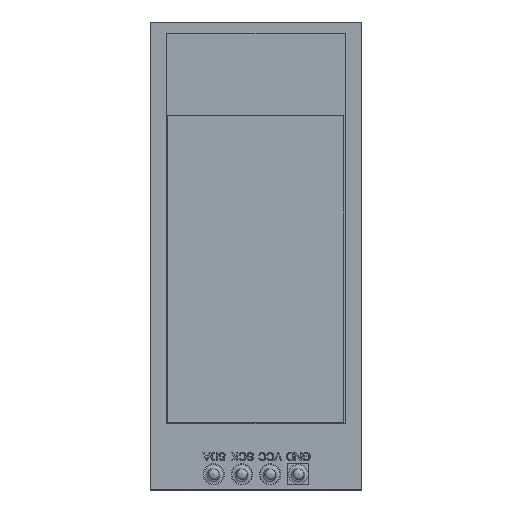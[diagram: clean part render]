
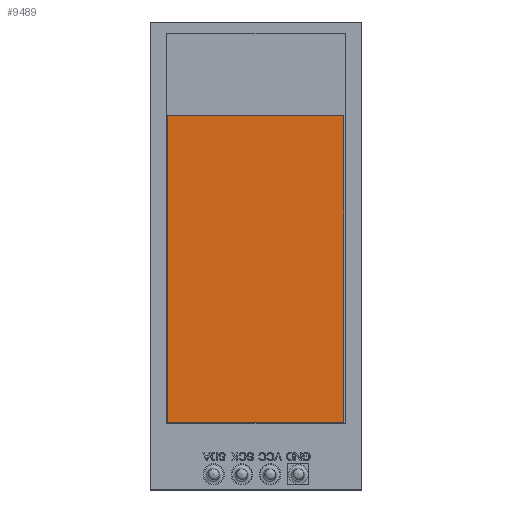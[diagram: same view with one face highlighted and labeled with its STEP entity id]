
A CAD part, top view. The second image highlights one B-rep face of the part: STEP entity #9489.
In plain terms, the highlighted planar face has unit normal (0, 0, 1).
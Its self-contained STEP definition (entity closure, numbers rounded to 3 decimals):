
#1016=FACE_OUTER_BOUND('',#1597,.T.);
#1597=EDGE_LOOP('',(#7285,#7286,#7287,#7288));
#2468=LINE('',#13252,#3431);
#2470=LINE('',#13256,#3433);
#2473=LINE('',#13262,#3436);
#2474=LINE('',#13263,#3437);
#3431=VECTOR('',#11370,10.);
#3433=VECTOR('',#11374,10.);
#3436=VECTOR('',#11379,10.);
#3437=VECTOR('',#11380,10.);
#4204=VERTEX_POINT('',#13249);
#4205=VERTEX_POINT('',#13251);
#4206=VERTEX_POINT('',#13255);
#4208=VERTEX_POINT('',#13261);
#5320=EDGE_CURVE('',#4205,#4204,#2468,.T.);
#5322=EDGE_CURVE('',#4206,#4205,#2470,.T.);
#5325=EDGE_CURVE('',#4204,#4208,#2473,.T.);
#5326=EDGE_CURVE('',#4208,#4206,#2474,.T.);
#7285=ORIENTED_EDGE('',*,*,#5320,.T.);
#7286=ORIENTED_EDGE('',*,*,#5325,.T.);
#7287=ORIENTED_EDGE('',*,*,#5326,.T.);
#7288=ORIENTED_EDGE('',*,*,#5322,.T.);
#9137=PLANE('',#10133);
#9489=ADVANCED_FACE('',(#1016),#9137,.T.);
#10133=AXIS2_PLACEMENT_3D('',#13260,#11377,#11378);
#11370=DIRECTION('',(0.,1.,0.));
#11374=DIRECTION('',(1.,0.,0.));
#11377=DIRECTION('center_axis',(0.,0.,1.));
#11378=DIRECTION('ref_axis',(1.,0.,0.));
#11379=DIRECTION('',(-1.,0.,0.));
#11380=DIRECTION('',(0.,-1.,0.));
#13249=CARTESIAN_POINT('',(7.896,32.215,2.5));
#13251=CARTESIAN_POINT('',(7.896,4.676,2.5));
#13252=CARTESIAN_POINT('',(7.896,11.561,2.5));
#13255=CARTESIAN_POINT('',(-7.92,4.676,2.5));
#13256=CARTESIAN_POINT('',(5.921,4.676,2.5));
#13260=CARTESIAN_POINT('Origin',(-0.012,18.446,2.5));
#13261=CARTESIAN_POINT('',(-7.92,32.215,2.5));
#13262=CARTESIAN_POINT('',(5.921,32.215,2.5));
#13263=CARTESIAN_POINT('',(-7.92,25.33,2.5));
